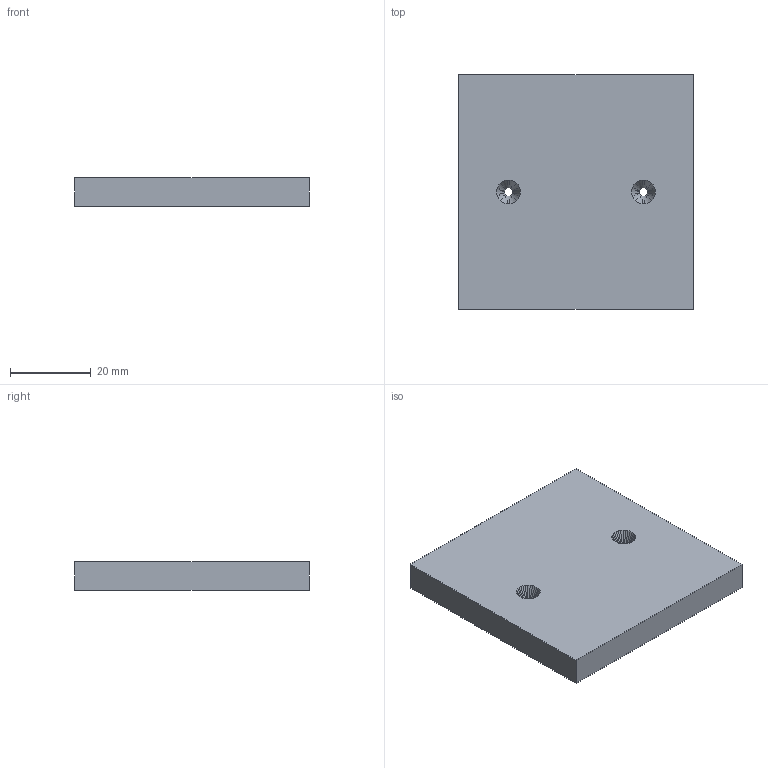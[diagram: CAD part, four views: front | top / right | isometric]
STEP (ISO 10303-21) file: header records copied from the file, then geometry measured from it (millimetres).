
FILE_DESCRIPTION(('FreeCAD Model'),'2;1');
FILE_NAME('dial-mold-top.step','2018-05-19T13:36:22',('Author'),(''), 'Open CASCADE STEP processor 7.2','FreeCAD','Unknown');
FILE_SCHEMA(('AUTOMOTIVE_DESIGN { 1 0 10303 214 1 1 1 1 }'));
Length unit declared in the file: millimetre
Products named in the file (1): difference004
Bounding box: 58 x 58 x 7 mm (x, y, z)
Volume: 17848.8 mm3; surface area: 9856.9 mm2
Topology: 3 solids, 3 shells, 584 faces, 1722 edges, 1148 vertices
Faces by surface type: plane 404, bspline 180
Entity records: 42401 total; most frequent: CARTESIAN_POINT 10267, ORIENTED_EDGE 3444, PCURVE 3444, DEFINITIONAL_REPRESENTATION 3444, DIRECTION 3148, B_SPLINE_CURVE_WITH_KNOTS 2828, LINE 2338, VECTOR 2338
